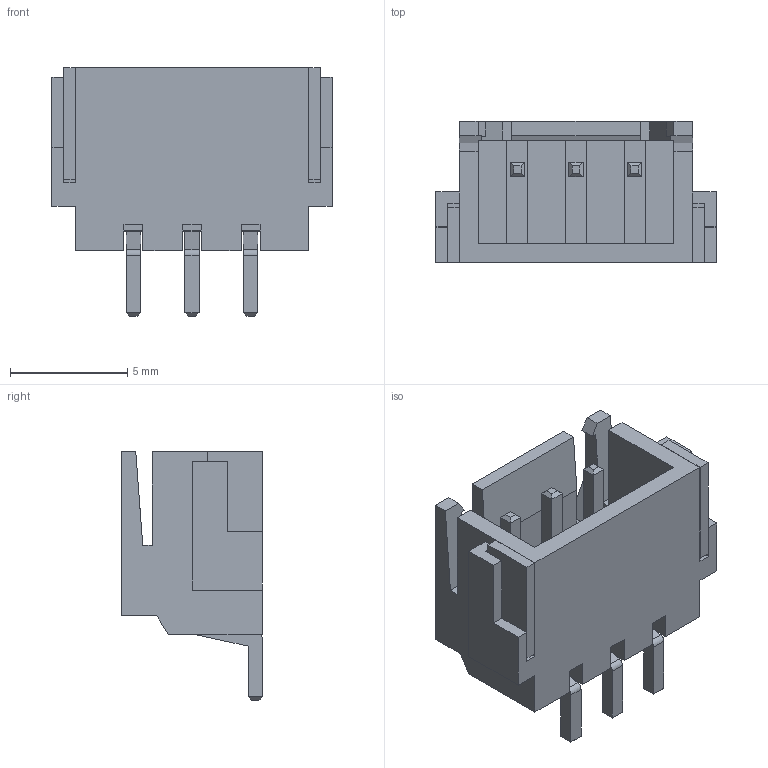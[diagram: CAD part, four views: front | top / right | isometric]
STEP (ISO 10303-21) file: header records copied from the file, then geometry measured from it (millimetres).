
FILE_DESCRIPTION(/* description */ (''),/* implementation_level */ '2;1');
FILE_NAME(/* name */ 'JACK 3.stp',/* time_stamp */ '2019-01-08T16:56:04+07:00',/* author */ ('THANH'),/* organization */ (''),/* preprocessor_version */ 'ST-DEVELOPER v16.13',/* originating_system */ 'Autodesk Inventor 2018',/* authorisation */ '');
FILE_SCHEMA (('AUTOMOTIVE_DESIGN { 1 0 10303 214 3 1 1 }'));
Length unit declared in the file: millimetre
Products named in the file (1): JACK 3
Bounding box: 11.95 x 6 x 10.6 mm (x, y, z)
Volume: 264.4 mm3; surface area: 699.9 mm2
Topology: 3 solids, 3 shells, 171 faces, 453 edges, 294 vertices
Faces by surface type: plane 165, cylinder 6
Entity records: 5389 total; most frequent: CARTESIAN_POINT 919, ORIENTED_EDGE 906, DIRECTION 809, EDGE_CURVE 453, LINE 441, VECTOR 441, VERTEX_POINT 294, AXIS2_PLACEMENT_3D 184
